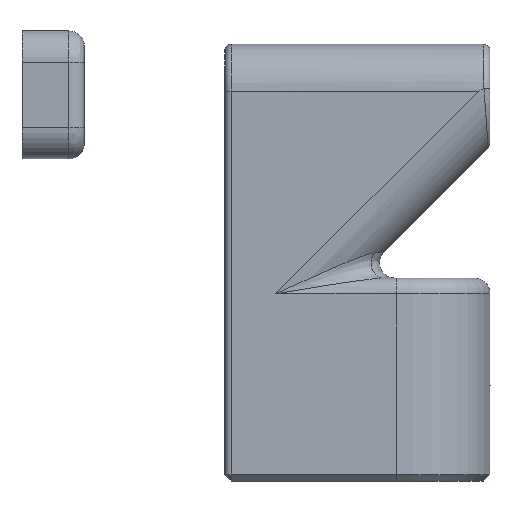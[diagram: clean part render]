
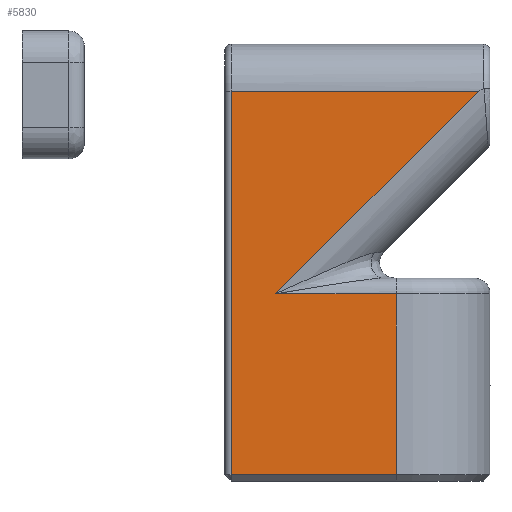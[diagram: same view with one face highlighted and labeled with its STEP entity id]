
A CAD part, left-side view. The second image highlights one B-rep face of the part: STEP entity #5830.
In plain terms, the highlighted planar face has unit normal (-1, 0, 0).
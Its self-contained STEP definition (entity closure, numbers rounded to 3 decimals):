
#784=PLANE('',#6415);
#1098=FACE_OUTER_BOUND('',#1463,.T.);
#1463=EDGE_LOOP('',(#5261,#5262,#5263,#5264,#5265,#5266));
#1603=LINE('',#13947,#1779);
#1651=LINE('',#14383,#1827);
#1652=LINE('',#14402,#1828);
#1653=LINE('',#14412,#1829);
#1654=LINE('',#14417,#1830);
#1655=LINE('',#14418,#1831);
#1779=VECTOR('',#7445,10.);
#1827=VECTOR('',#7623,10.);
#1828=VECTOR('',#7630,10.);
#1829=VECTOR('',#7649,10.);
#1830=VECTOR('',#7656,10.);
#1831=VECTOR('',#7657,10.);
#2600=VERTEX_POINT('',#13944);
#2601=VERTEX_POINT('',#13946);
#2662=VERTEX_POINT('',#14380);
#2663=VERTEX_POINT('',#14382);
#2665=VERTEX_POINT('',#14400);
#2666=VERTEX_POINT('',#14416);
#3432=EDGE_CURVE('',#2600,#2601,#1603,.T.);
#3530=EDGE_CURVE('',#2662,#2663,#1651,.T.);
#3534=EDGE_CURVE('',#2665,#2662,#1652,.T.);
#3539=EDGE_CURVE('',#2601,#2665,#1653,.T.);
#3541=EDGE_CURVE('',#2666,#2600,#1654,.T.);
#3542=EDGE_CURVE('',#2663,#2666,#1655,.T.);
#5261=ORIENTED_EDGE('',*,*,#3432,.F.);
#5262=ORIENTED_EDGE('',*,*,#3541,.F.);
#5263=ORIENTED_EDGE('',*,*,#3542,.F.);
#5264=ORIENTED_EDGE('',*,*,#3530,.F.);
#5265=ORIENTED_EDGE('',*,*,#3534,.F.);
#5266=ORIENTED_EDGE('',*,*,#3539,.F.);
#5830=ADVANCED_FACE('',(#1098),#784,.T.);
#6415=AXIS2_PLACEMENT_3D('',#14415,#7654,#7655);
#7445=DIRECTION('',(0.,1.,0.));
#7623=DIRECTION('',(0.,0.707,-0.707));
#7630=DIRECTION('',(0.,-1.,0.));
#7649=DIRECTION('',(0.,0.,1.));
#7654=DIRECTION('center_axis',(-1.,0.,0.));
#7655=DIRECTION('ref_axis',(0.,-1.,0.));
#7656=DIRECTION('',(0.,0.,-1.));
#7657=DIRECTION('',(0.,-1.,0.));
#13944=CARTESIAN_POINT('',(-8.5,-2.5,0.4));
#13946=CARTESIAN_POINT('',(-8.5,8.1,0.4));
#13947=CARTESIAN_POINT('',(-8.5,4.25,0.4));
#14380=CARTESIAN_POINT('',(-8.5,-7.757,25.));
#14382=CARTESIAN_POINT('',(-8.5,5.243,12.));
#14383=CARTESIAN_POINT('',(-8.5,5.371,11.871));
#14400=CARTESIAN_POINT('',(-8.5,8.1,25.));
#14402=CARTESIAN_POINT('',(-8.5,4.25,25.));
#14412=CARTESIAN_POINT('',(-8.5,8.1,0.));
#14415=CARTESIAN_POINT('Origin',(-8.5,8.5,0.));
#14416=CARTESIAN_POINT('',(-8.5,-2.5,12.));
#14417=CARTESIAN_POINT('',(-8.5,-2.5,0.));
#14418=CARTESIAN_POINT('',(-8.5,0.,12.));
